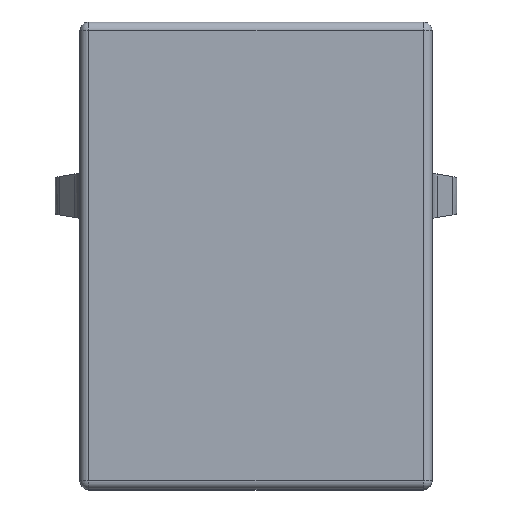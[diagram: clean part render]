
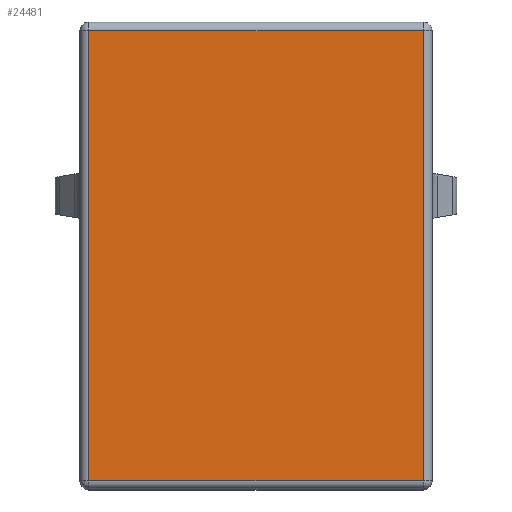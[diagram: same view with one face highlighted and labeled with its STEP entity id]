
A CAD part, top view. The second image highlights one B-rep face of the part: STEP entity #24481.
In plain terms, the highlighted planar face has unit normal (0, 0, 1).
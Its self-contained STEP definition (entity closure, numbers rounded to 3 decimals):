
#3560 = CYLINDRICAL_SURFACE('',#3561,0.3);
#3561 = AXIS2_PLACEMENT_3D('',#3562,#3563,#3564);
#3562 = CARTESIAN_POINT('',(0.,3.465,10.496));
#3563 = DIRECTION('',(-1.,0.,0.));
#3564 = DIRECTION('',(0.,0.,1.));
#24449 = CYLINDRICAL_SURFACE('',#24450,0.3);
#24450 = AXIS2_PLACEMENT_3D('',#24451,#24452,#24453);
#24451 = CARTESIAN_POINT('',(-5.8,0.265,
    10.496));
#24452 = DIRECTION('',(0.,-1.,0.));
#24453 = DIRECTION('',(0.,0.,-1.));
#24481 = ADVANCED_FACE('',(#24482),#24496,.F.);
#24482 = FACE_BOUND('',#24483,.T.);
#24483 = EDGE_LOOP('',(#24484,#24514,#24537,#24565));
#24484 = ORIENTED_EDGE('',*,*,#24485,.T.);
#24485 = EDGE_CURVE('',#24486,#24488,#24490,.T.);
#24486 = VERTEX_POINT('',#24487);
#24487 = CARTESIAN_POINT('',(5.8,3.465,
    10.796));
#24488 = VERTEX_POINT('',#24489);
#24489 = CARTESIAN_POINT('',(-5.8,3.465,
    10.796));
#24490 = SURFACE_CURVE('',#24491,(#24495,#24507),.PCURVE_S1.);
#24491 = LINE('',#24492,#24493);
#24492 = CARTESIAN_POINT('',(0.,3.465,10.796));
#24493 = VECTOR('',#24494,1.);
#24494 = DIRECTION('',(-1.,0.,0.));
#24495 = PCURVE('',#24496,#24501);
#24496 = PLANE('',#24497);
#24497 = AXIS2_PLACEMENT_3D('',#24498,#24499,#24500);
#24498 = CARTESIAN_POINT('',(0.,0.265,10.796));
#24499 = DIRECTION('',(0.,0.,-1.));
#24500 = DIRECTION('',(-1.,0.,0.));
#24501 = DEFINITIONAL_REPRESENTATION('',(#24502),#24506);
#24502 = LINE('',#24503,#24504);
#24503 = CARTESIAN_POINT('',(0.,3.2));
#24504 = VECTOR('',#24505,1.);
#24505 = DIRECTION('',(1.,0.));
#24506 = ( GEOMETRIC_REPRESENTATION_CONTEXT(2) 
PARAMETRIC_REPRESENTATION_CONTEXT() REPRESENTATION_CONTEXT('2D SPACE',''
  ) );
#24507 = PCURVE('',#3560,#24508);
#24508 = DEFINITIONAL_REPRESENTATION('',(#24509),#24513);
#24509 = LINE('',#24510,#24511);
#24510 = CARTESIAN_POINT('',(0.,0.));
#24511 = VECTOR('',#24512,1.);
#24512 = DIRECTION('',(0.,1.));
#24513 = ( GEOMETRIC_REPRESENTATION_CONTEXT(2) 
PARAMETRIC_REPRESENTATION_CONTEXT() REPRESENTATION_CONTEXT('2D SPACE',''
  ) );
#24514 = ORIENTED_EDGE('',*,*,#24515,.T.);
#24515 = EDGE_CURVE('',#24488,#24516,#24518,.T.);
#24516 = VERTEX_POINT('',#24517);
#24517 = CARTESIAN_POINT('',(-5.8,-12.135,
    10.796));
#24518 = SURFACE_CURVE('',#24519,(#24523,#24530),.PCURVE_S1.);
#24519 = LINE('',#24520,#24521);
#24520 = CARTESIAN_POINT('',(-5.8,0.265,
    10.796));
#24521 = VECTOR('',#24522,1.);
#24522 = DIRECTION('',(0.,-1.,0.));
#24523 = PCURVE('',#24496,#24524);
#24524 = DEFINITIONAL_REPRESENTATION('',(#24525),#24529);
#24525 = LINE('',#24526,#24527);
#24526 = CARTESIAN_POINT('',(5.8,0.));
#24527 = VECTOR('',#24528,1.);
#24528 = DIRECTION('',(0.,-1.));
#24529 = ( GEOMETRIC_REPRESENTATION_CONTEXT(2) 
PARAMETRIC_REPRESENTATION_CONTEXT() REPRESENTATION_CONTEXT('2D SPACE',''
  ) );
#24530 = PCURVE('',#24449,#24531);
#24531 = DEFINITIONAL_REPRESENTATION('',(#24532),#24536);
#24532 = LINE('',#24533,#24534);
#24533 = CARTESIAN_POINT('',(3.142,0.));
#24534 = VECTOR('',#24535,1.);
#24535 = DIRECTION('',(0.,1.));
#24536 = ( GEOMETRIC_REPRESENTATION_CONTEXT(2) 
PARAMETRIC_REPRESENTATION_CONTEXT() REPRESENTATION_CONTEXT('2D SPACE',''
  ) );
#24537 = ORIENTED_EDGE('',*,*,#24538,.T.);
#24538 = EDGE_CURVE('',#24516,#24539,#24541,.T.);
#24539 = VERTEX_POINT('',#24540);
#24540 = CARTESIAN_POINT('',(5.8,-12.135,
    10.796));
#24541 = SURFACE_CURVE('',#24542,(#24546,#24553),.PCURVE_S1.);
#24542 = LINE('',#24543,#24544);
#24543 = CARTESIAN_POINT('',(0.,-12.135,10.796));
#24544 = VECTOR('',#24545,1.);
#24545 = DIRECTION('',(1.,0.,0.));
#24546 = PCURVE('',#24496,#24547);
#24547 = DEFINITIONAL_REPRESENTATION('',(#24548),#24552);
#24548 = LINE('',#24549,#24550);
#24549 = CARTESIAN_POINT('',(0.,-12.4));
#24550 = VECTOR('',#24551,1.);
#24551 = DIRECTION('',(-1.,0.));
#24552 = ( GEOMETRIC_REPRESENTATION_CONTEXT(2) 
PARAMETRIC_REPRESENTATION_CONTEXT() REPRESENTATION_CONTEXT('2D SPACE',''
  ) );
#24553 = PCURVE('',#24554,#24559);
#24554 = CYLINDRICAL_SURFACE('',#24555,0.3);
#24555 = AXIS2_PLACEMENT_3D('',#24556,#24557,#24558);
#24556 = CARTESIAN_POINT('',(0.,-12.135,10.496));
#24557 = DIRECTION('',(1.,0.,0.));
#24558 = DIRECTION('',(0.,0.,-1.));
#24559 = DEFINITIONAL_REPRESENTATION('',(#24560),#24564);
#24560 = LINE('',#24561,#24562);
#24561 = CARTESIAN_POINT('',(3.142,0.));
#24562 = VECTOR('',#24563,1.);
#24563 = DIRECTION('',(0.,1.));
#24564 = ( GEOMETRIC_REPRESENTATION_CONTEXT(2) 
PARAMETRIC_REPRESENTATION_CONTEXT() REPRESENTATION_CONTEXT('2D SPACE',''
  ) );
#24565 = ORIENTED_EDGE('',*,*,#24566,.T.);
#24566 = EDGE_CURVE('',#24539,#24486,#24567,.T.);
#24567 = SURFACE_CURVE('',#24568,(#24572,#24579),.PCURVE_S1.);
#24568 = LINE('',#24569,#24570);
#24569 = CARTESIAN_POINT('',(5.8,0.265,
    10.796));
#24570 = VECTOR('',#24571,1.);
#24571 = DIRECTION('',(0.,1.,0.));
#24572 = PCURVE('',#24496,#24573);
#24573 = DEFINITIONAL_REPRESENTATION('',(#24574),#24578);
#24574 = LINE('',#24575,#24576);
#24575 = CARTESIAN_POINT('',(-5.8,0.));
#24576 = VECTOR('',#24577,1.);
#24577 = DIRECTION('',(0.,1.));
#24578 = ( GEOMETRIC_REPRESENTATION_CONTEXT(2) 
PARAMETRIC_REPRESENTATION_CONTEXT() REPRESENTATION_CONTEXT('2D SPACE',''
  ) );
#24579 = PCURVE('',#24580,#24585);
#24580 = CYLINDRICAL_SURFACE('',#24581,0.3);
#24581 = AXIS2_PLACEMENT_3D('',#24582,#24583,#24584);
#24582 = CARTESIAN_POINT('',(5.8,0.265,
    10.496));
#24583 = DIRECTION('',(0.,1.,0.));
#24584 = DIRECTION('',(0.,-0.,1.));
#24585 = DEFINITIONAL_REPRESENTATION('',(#24586),#24590);
#24586 = LINE('',#24587,#24588);
#24587 = CARTESIAN_POINT('',(0.,0.));
#24588 = VECTOR('',#24589,1.);
#24589 = DIRECTION('',(0.,1.));
#24590 = ( GEOMETRIC_REPRESENTATION_CONTEXT(2) 
PARAMETRIC_REPRESENTATION_CONTEXT() REPRESENTATION_CONTEXT('2D SPACE',''
  ) );
